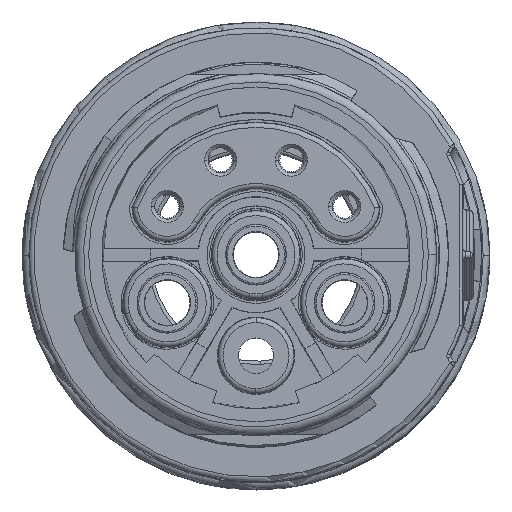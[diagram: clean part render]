
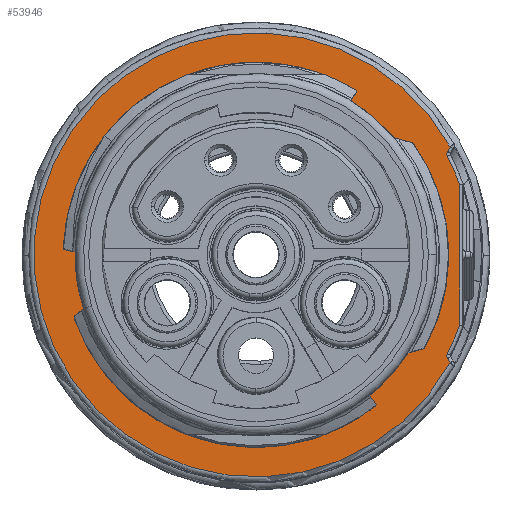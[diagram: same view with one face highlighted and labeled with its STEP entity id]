
A CAD part, top view. The second image highlights one B-rep face of the part: STEP entity #53946.
In plain terms, the highlighted planar face has unit normal (0, 0, 1).
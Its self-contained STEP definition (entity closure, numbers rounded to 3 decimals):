
#520=CARTESIAN_POINT('',(11.539,6.411,32.8));
#534=CARTESIAN_POINT('',(0.,0.,32.8));
#535=DIRECTION('',(0.,0.,1.));
#536=DIRECTION('',(0.874,0.486,0.));
#537=AXIS2_PLACEMENT_3D('',#534,#535,#536);
#1103=CARTESIAN_POINT('',(0.,0.,32.8));
#1104=DIRECTION('',(0.,0.,1.));
#1105=DIRECTION('',(0.889,-0.458,0.));
#1106=AXIS2_PLACEMENT_3D('',#1103,#1104,#1105);
#1108=CARTESIAN_POINT('',(11.647,-5.997,32.8));
#1109=DIRECTION('',(0.,0.,-1.));
#1110=DIRECTION('',(-0.866,-0.5,0.));
#1111=AXIS2_PLACEMENT_3D('',#1108,#1109,#1110);
#1113=DIRECTION('',(-0.5,0.866,0.));
#1114=VECTOR('',#1113,0.304);
#1115=CARTESIAN_POINT('',(11.539,-6.411,32.8));
#1116=LINE('',#1115,#1114);
#1117=DIRECTION('',(0.5,0.866,0.));
#1118=VECTOR('',#1117,0.304);
#1119=CARTESIAN_POINT('',(11.387,6.147,32.8));
#1120=LINE('',#1119,#1118);
#1121=CARTESIAN_POINT('',(11.647,5.997,32.8));
#1122=DIRECTION('',(0.,0.,-1.));
#1123=DIRECTION('',(-0.889,-0.458,0.));
#1124=AXIS2_PLACEMENT_3D('',#1121,#1122,#1123);
#1126=CARTESIAN_POINT('',(0.,0.,32.8));
#1127=DIRECTION('',(0.,0.,1.));
#1128=DIRECTION('',(0.945,0.326,0.));
#1129=AXIS2_PLACEMENT_3D('',#1126,#1127,#1128);
#1131=DIRECTION('',(0.,1.,0.));
#1132=VECTOR('',#1131,8.35);
#1133=CARTESIAN_POINT('',(12.1,-4.175,32.8));
#1134=LINE('',#1133,#1132);
#1135=CARTESIAN_POINT('',(0.,0.,32.8));
#1136=DIRECTION('',(0.,0.,-1.));
#1137=DIRECTION('',(-0.085,0.996,0.));
#1138=AXIS2_PLACEMENT_3D('',#1135,#1136,#1137);
#1140=CARTESIAN_POINT('',(-0.96,11.309,32.8));
#1141=DIRECTION('',(0.,0.,1.));
#1142=DIRECTION('',(-0.085,0.996,0.));
#1143=AXIS2_PLACEMENT_3D('',#1140,#1141,#1142);
#1145=DIRECTION('',(-0.093,0.996,0.));
#1146=VECTOR('',#1145,0.6);
#1147=CARTESIAN_POINT('',(-1.004,10.703,32.8));
#1148=LINE('',#1147,#1146);
#1149=CARTESIAN_POINT('',(0.,0.,32.8));
#1150=DIRECTION('',(0.,0.,-1.));
#1151=DIRECTION('',(-0.954,-0.299,0.));
#1152=AXIS2_PLACEMENT_3D('',#1149,#1150,#1151);
#1154=DIRECTION('',(0.766,0.643,0.));
#1155=VECTOR('',#1154,0.616);
#1156=CARTESIAN_POINT('',(-10.729,-3.613,32.8));
#1157=LINE('',#1156,#1155);
#1158=CARTESIAN_POINT('',(-10.601,-3.767,32.8));
#1159=DIRECTION('',(0.,0.,-1.));
#1160=DIRECTION('',(-0.942,-0.335,0.));
#1161=AXIS2_PLACEMENT_3D('',#1158,#1159,#1160);
#1163=CARTESIAN_POINT('',(0.,0.,32.8));
#1164=DIRECTION('',(0.,0.,-1.));
#1165=DIRECTION('',(-0.65,-0.76,0.));
#1166=AXIS2_PLACEMENT_3D('',#1163,#1164,#1165);
#1168=CARTESIAN_POINT('',(-7.313,-8.549,32.8));
#1169=DIRECTION('',(0.,0.,-1.));
#1170=DIRECTION('',(-0.174,-0.985,0.));
#1171=AXIS2_PLACEMENT_3D('',#1168,#1169,#1170);
#1173=DIRECTION('',(-0.985,0.174,0.));
#1174=VECTOR('',#1173,1.502);
#1175=CARTESIAN_POINT('',(-5.868,-9.007,32.8));
#1176=LINE('',#1175,#1174);
#1177=CARTESIAN_POINT('',(0.,0.,32.8));
#1178=DIRECTION('',(0.,0.,-1.));
#1179=DIRECTION('',(0.522,0.853,0.));
#1180=AXIS2_PLACEMENT_3D('',#1177,#1178,#1179);
#1182=DIRECTION('',(-0.609,-0.793,0.));
#1183=VECTOR('',#1182,0.481);
#1184=CARTESIAN_POINT('',(5.901,9.553,32.8));
#1185=LINE('',#1184,#1183);
#1186=CARTESIAN_POINT('',(5.742,9.674,32.8));
#1187=DIRECTION('',(0.,0.,-1.));
#1188=DIRECTION('',(0.51,0.86,0.));
#1189=AXIS2_PLACEMENT_3D('',#1186,#1187,#1188);
#46606=CARTESIAN_POINT('',(-0.968,11.409,32.8));
#46607=CARTESIAN_POINT('',(5.844,9.846,32.8));
#46608=VERTEX_POINT('',#46606);
#46609=VERTEX_POINT('',#46607);
#46610=CARTESIAN_POINT('',(-7.443,-8.701,32.8));
#46611=CARTESIAN_POINT('',(-10.789,-3.833,32.8));
#46612=VERTEX_POINT('',#46610);
#46613=VERTEX_POINT('',#46611);
#46614=CARTESIAN_POINT('',(-1.004,10.703,32.8));
#46615=CARTESIAN_POINT('',(-1.06,11.3,32.8));
#46616=VERTEX_POINT('',#46614);
#46617=VERTEX_POINT('',#46615);
#46618=CARTESIAN_POINT('',(-10.257,-3.217,32.8));
#46619=VERTEX_POINT('',#46618);
#46620=CARTESIAN_POINT('',(5.608,9.171,32.8));
#46621=CARTESIAN_POINT('',(-5.868,-9.007,32.8));
#46622=VERTEX_POINT('',#46620);
#46623=VERTEX_POINT('',#46621);
#46624=CARTESIAN_POINT('',(-7.347,-8.746,32.8));
#46625=VERTEX_POINT('',#46624);
#46626=CARTESIAN_POINT('',(-10.729,-3.613,32.8));
#46627=VERTEX_POINT('',#46626);
#46628=CARTESIAN_POINT('',(5.901,9.553,32.8));
#46629=VERTEX_POINT('',#46628);
#46660=CARTESIAN_POINT('',(11.38,-5.86,32.8));
#46661=CARTESIAN_POINT('',(12.1,-4.175,32.8));
#46662=VERTEX_POINT('',#46660);
#46663=VERTEX_POINT('',#46661);
#46664=CARTESIAN_POINT('',(11.387,-6.147,32.8));
#46665=VERTEX_POINT('',#46664);
#46668=CARTESIAN_POINT('',(11.539,-6.411,32.8));
#46669=VERTEX_POINT('',#46668);
#46691=VERTEX_POINT('',#520);
#46693=CARTESIAN_POINT('',(11.387,6.147,32.8));
#46694=VERTEX_POINT('',#46693);
#46697=CARTESIAN_POINT('',(11.38,5.86,32.8));
#46698=VERTEX_POINT('',#46697);
#46701=CARTESIAN_POINT('',(12.1,4.175,32.8));
#46702=VERTEX_POINT('',#46701);
#53901=CARTESIAN_POINT('',(0.,0.,32.8));
#53902=DIRECTION('',(0.,0.,1.));
#53903=DIRECTION('',(1.,0.,0.));
#53904=AXIS2_PLACEMENT_3D('',#53901,#53902,#53903);
#53905=PLANE('',#53904);
#53906=ORIENTED_EDGE('',*,*,#53880,.F.);
#53907=ORIENTED_EDGE('',*,*,#53891,.F.);
#53909=ORIENTED_EDGE('',*,*,#53908,.F.);
#53910=ORIENTED_EDGE('',*,*,#53207,.F.);
#53912=ORIENTED_EDGE('',*,*,#53911,.F.);
#53914=ORIENTED_EDGE('',*,*,#53913,.F.);
#53916=ORIENTED_EDGE('',*,*,#53915,.F.);
#53917=ORIENTED_EDGE('',*,*,#53865,.F.);
#53918=EDGE_LOOP('',(#53906,#53907,#53909,#53910,#53912,#53914,#53916,#53917));
#53919=FACE_OUTER_BOUND('',#53918,.F.);
#53921=ORIENTED_EDGE('',*,*,#53920,.F.);
#53923=ORIENTED_EDGE('',*,*,#53922,.T.);
#53925=ORIENTED_EDGE('',*,*,#53924,.F.);
#53927=ORIENTED_EDGE('',*,*,#53926,.F.);
#53929=ORIENTED_EDGE('',*,*,#53928,.F.);
#53931=ORIENTED_EDGE('',*,*,#53930,.F.);
#53933=ORIENTED_EDGE('',*,*,#53932,.F.);
#53935=ORIENTED_EDGE('',*,*,#53934,.F.);
#53937=ORIENTED_EDGE('',*,*,#53936,.F.);
#53939=ORIENTED_EDGE('',*,*,#53938,.F.);
#53941=ORIENTED_EDGE('',*,*,#53940,.F.);
#53943=ORIENTED_EDGE('',*,*,#53942,.F.);
#53944=EDGE_LOOP('',(#53921,#53923,#53925,#53927,#53929,#53931,#53933,#53935,
#53937,#53939,#53941,#53943));
#53945=FACE_BOUND('',#53944,.F.);
#538=CIRCLE('',#537,13.2);
#1107=CIRCLE('',#1106,12.8);
#1112=CIRCLE('',#1111,0.3);
#1125=CIRCLE('',#1124,0.3);
#1130=CIRCLE('',#1129,12.8);
#1139=CIRCLE('',#1138,11.45);
#1144=CIRCLE('',#1143,0.1);
#1153=CIRCLE('',#1152,10.75);
#1162=CIRCLE('',#1161,0.2);
#1167=CIRCLE('',#1166,11.45);
#1172=CIRCLE('',#1171,0.2);
#1181=CIRCLE('',#1180,10.75);
#1190=CIRCLE('',#1189,0.2);
#53207=EDGE_CURVE('',#46691,#46669,#538,.T.);
#53865=EDGE_CURVE('',#46663,#46702,#1134,.T.);
#53880=EDGE_CURVE('',#46662,#46663,#1107,.T.);
#53891=EDGE_CURVE('',#46665,#46662,#1112,.T.);
#53908=EDGE_CURVE('',#46669,#46665,#1116,.T.);
#53911=EDGE_CURVE('',#46694,#46691,#1120,.T.);
#53913=EDGE_CURVE('',#46698,#46694,#1125,.T.);
#53915=EDGE_CURVE('',#46702,#46698,#1130,.T.);
#53920=EDGE_CURVE('',#46608,#46609,#1139,.T.);
#53922=EDGE_CURVE('',#46608,#46617,#1144,.T.);
#53924=EDGE_CURVE('',#46616,#46617,#1148,.T.);
#53926=EDGE_CURVE('',#46619,#46616,#1153,.T.);
#53928=EDGE_CURVE('',#46627,#46619,#1157,.T.);
#53930=EDGE_CURVE('',#46613,#46627,#1162,.T.);
#53932=EDGE_CURVE('',#46612,#46613,#1167,.T.);
#53934=EDGE_CURVE('',#46625,#46612,#1172,.T.);
#53936=EDGE_CURVE('',#46623,#46625,#1176,.T.);
#53938=EDGE_CURVE('',#46622,#46623,#1181,.T.);
#53940=EDGE_CURVE('',#46629,#46622,#1185,.T.);
#53942=EDGE_CURVE('',#46609,#46629,#1190,.T.);
#53946=ADVANCED_FACE('',(#53919,#53945),#53905,.T.);
